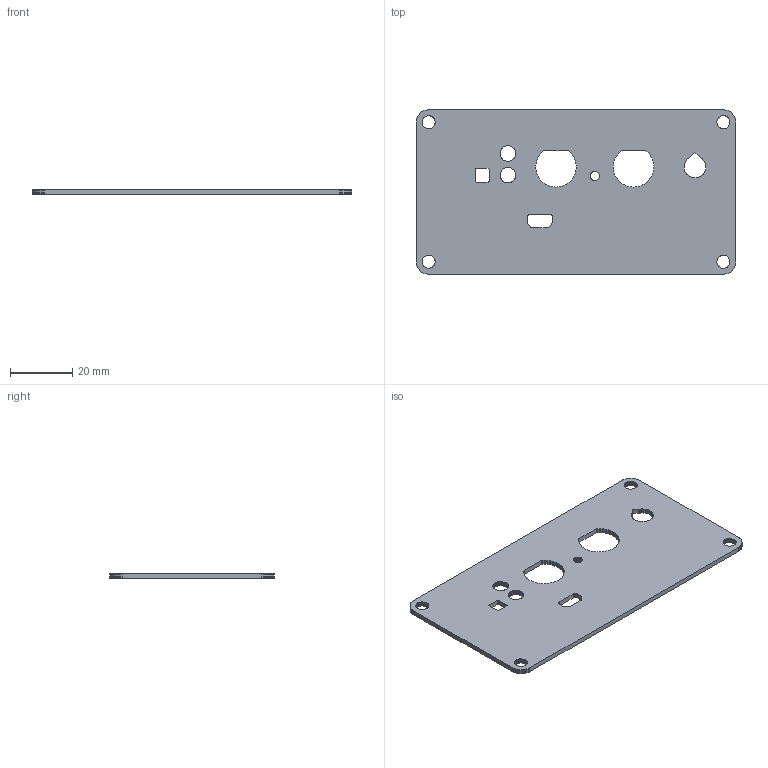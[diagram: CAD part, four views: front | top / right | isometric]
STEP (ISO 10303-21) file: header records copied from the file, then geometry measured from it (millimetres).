
FILE_DESCRIPTION(('KiCad electronic assembly'),'2;1');
FILE_NAME('pulse_generator_endplate_v2.step','2023-10-10T23:12:35',( 'Pcbnew'),('Kicad'),'Open CASCADE STEP processor 7.6', 'KiCad to STEP converter','Unknown');
FILE_SCHEMA(('AUTOMOTIVE_DESIGN { 1 0 10303 214 1 1 1 1 }'));
Length unit declared in the file: millimetre
Products named in the file (2): pulse_generator_endplate_v2 1; pulse_generator_endplate_v2 PCB
Assembly tree (1 placements, depth 2):
  pulse_generator_endplate_v2 1
    pulse_generator_endplate_v2 PCB
Bounding box: 103 x 53 x 1.58 mm (x, y, z)
Volume: 7902.3 mm3; surface area: 10857.8 mm2
Topology: 1 solids, 1 shells, 634 faces, 1896 edges, 1264 vertices
Faces by surface type: plane 634
Entity records: 45623 total; most frequent: CARTESIAN_POINT 7588, DIRECTION 6960, LINE 5688, VECTOR 5688, ORIENTED_EDGE 3792, PCURVE 3792, DEFINITIONAL_REPRESENTATION 3792, EDGE_CURVE 1896
